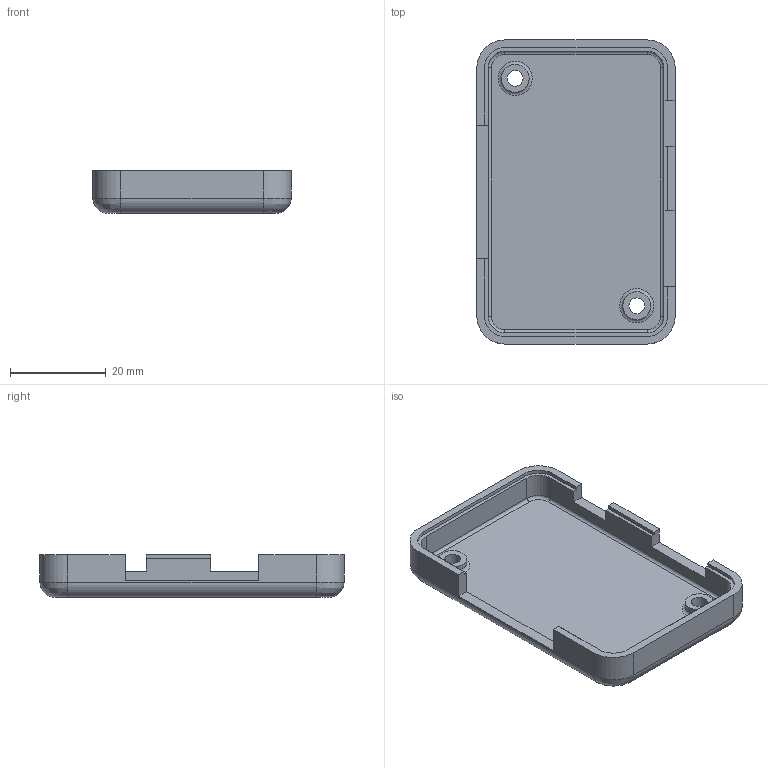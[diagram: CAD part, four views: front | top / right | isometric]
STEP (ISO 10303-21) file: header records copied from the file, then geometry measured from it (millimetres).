
FILE_DESCRIPTION(/* description */ (''),/* implementation_level */ '2;1');
FILE_NAME(/* name */ 'Bottom.stp',/* time_stamp */ '2018-11-22T12:14:31-06:00',/* author */ ('birtj'),/* organization */ (''),/* preprocessor_version */ 'ST-DEVELOPER v17',/* originating_system */ 'Autodesk Inventor 2018',/* authorisation */ '');
FILE_SCHEMA (('AUTOMOTIVE_DESIGN { 1 0 10303 214 3 1 1 }'));
Length unit declared in the file: inch
Products named in the file (1): Bottom
Bounding box: 41.4 x 63.5 x 8.92 mm (x, y, z)
Volume: 8077.3 mm3; surface area: 7542.7 mm2
Topology: 1 solids, 1 shells, 70 faces, 184 edges, 118 vertices
Faces by surface type: plane 32, cylinder 24, torus 6, bspline 6, cone 2
Full cylindrical faces by diameter (mm): 3.277 x2, 5.842 x2
Entity records: 2272 total; most frequent: CARTESIAN_POINT 456, DIRECTION 381, ORIENTED_EDGE 368, EDGE_CURVE 184, AXIS2_PLACEMENT_3D 133, VERTEX_POINT 118, LINE 115, VECTOR 115
